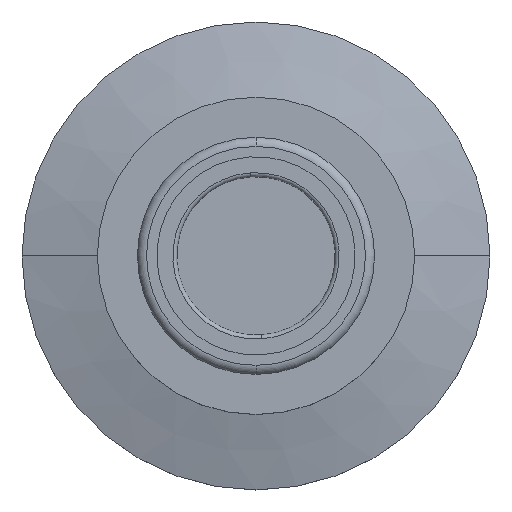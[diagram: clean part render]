
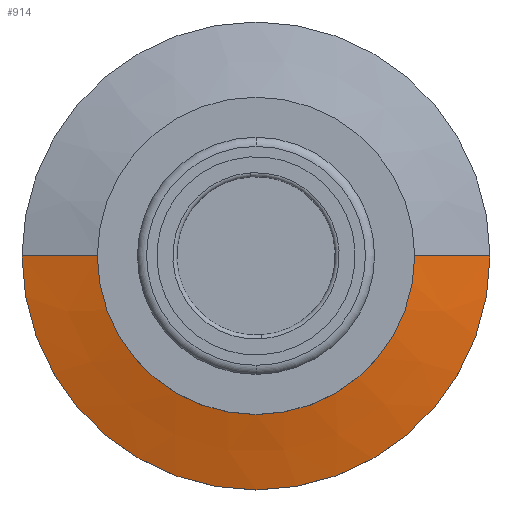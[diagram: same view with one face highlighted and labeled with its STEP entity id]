
A CAD part, top view. The second image highlights one B-rep face of the part: STEP entity #914.
In plain terms, the highlighted conical face has half-angle 75 degrees and reference radius 29.881 mm.
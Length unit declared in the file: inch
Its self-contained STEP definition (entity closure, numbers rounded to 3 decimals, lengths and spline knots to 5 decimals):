
#7 = CARTESIAN_POINT ( 'NONE',  ( 1.475, 0., -0.38 ) ) ;
#20 = EDGE_CURVE ( 'NONE', #509, #95, #890, .T. ) ;
#68 = AXIS2_PLACEMENT_3D ( 'NONE', #603, #74, #805 ) ;
#74 = DIRECTION ( 'NONE',  ( 0., 0., -1. ) ) ;
#95 = VERTEX_POINT ( 'NONE', #7 ) ;
#154 = EDGE_CURVE ( 'NONE', #428, #509, #1029, .T. ) ;
#180 = EDGE_CURVE ( 'NONE', #663, #95, #746, .T. ) ;
#250 = ORIENTED_EDGE ( 'NONE', *, *, #20, .F. ) ;
#259 = CARTESIAN_POINT ( 'NONE',  ( -1., 0., -0.25272 ) ) ;
#299 = DIRECTION ( 'NONE',  ( 1., 0., 0. ) ) ;
#323 = AXIS2_PLACEMENT_3D ( 'NONE', #662, #486, #1121 ) ;
#428 = VERTEX_POINT ( 'NONE', #259 ) ;
#436 = VECTOR ( 'NONE', #829, 39.37008 ) ;
#447 = CARTESIAN_POINT ( 'NONE',  ( 1., 0., -0.25272 ) ) ;
#486 = DIRECTION ( 'NONE',  ( 0., 0., 1. ) ) ;
#491 = DIRECTION ( 'NONE',  ( 0., 0., 1. ) ) ;
#509 = VERTEX_POINT ( 'NONE', #447 ) ;
#512 = ORIENTED_EDGE ( 'NONE', *, *, #1037, .T. ) ;
#549 = CARTESIAN_POINT ( 'NONE',  ( -1.17644, 0., -0.3 ) ) ;
#557 = ORIENTED_EDGE ( 'NONE', *, *, #180, .T. ) ;
#603 = CARTESIAN_POINT ( 'NONE',  ( 0., 0., -0.3 ) ) ;
#632 = LINE ( 'NONE', #549, #436 ) ;
#662 = CARTESIAN_POINT ( 'NONE',  ( 0., 0., -0.38 ) ) ;
#663 = VERTEX_POINT ( 'NONE', #817 ) ;
#704 = AXIS2_PLACEMENT_3D ( 'NONE', #1025, #491, #299 ) ;
#722 = CARTESIAN_POINT ( 'NONE',  ( 1.17644, 0., -0.3 ) ) ;
#746 = CIRCLE ( 'NONE', #323, 1.475 ) ;
#805 = DIRECTION ( 'NONE',  ( -1., 0., 0. ) ) ;
#817 = CARTESIAN_POINT ( 'NONE',  ( -1.475, 0., -0.38 ) ) ;
#829 = DIRECTION ( 'NONE',  ( -0.966, 0., -0.259 ) ) ;
#840 = EDGE_LOOP ( 'NONE', ( #250, #879, #512, #557 ) ) ;
#879 = ORIENTED_EDGE ( 'NONE', *, *, #154, .F. ) ;
#890 = LINE ( 'NONE', #722, #1065 ) ;
#914 = ADVANCED_FACE ( 'NONE', ( #972 ), #1064, .T. ) ;
#972 = FACE_OUTER_BOUND ( 'NONE', #840, .T. ) ;
#977 = DIRECTION ( 'NONE',  ( 0.966, 0., -0.259 ) ) ;
#1025 = CARTESIAN_POINT ( 'NONE',  ( 0., 0., -0.25272 ) ) ;
#1029 = CIRCLE ( 'NONE', #704, 1. ) ;
#1037 = EDGE_CURVE ( 'NONE', #428, #663, #632, .T. ) ;
#1064 = CONICAL_SURFACE ( 'NONE', #68, 1.17644, 1.309 ) ;
#1065 = VECTOR ( 'NONE', #977, 39.37008 ) ;
#1121 = DIRECTION ( 'NONE',  ( 1., 0., 0. ) ) ;
